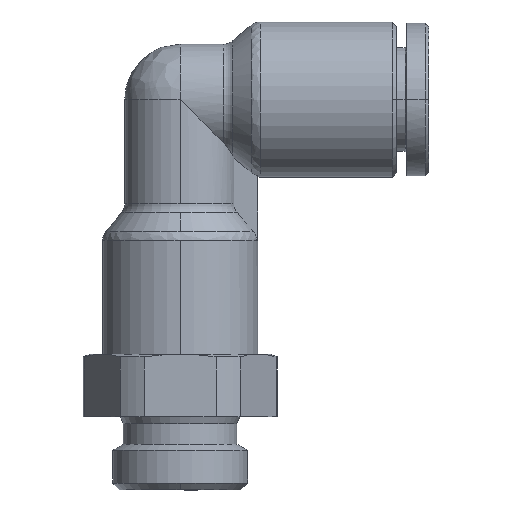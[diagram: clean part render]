
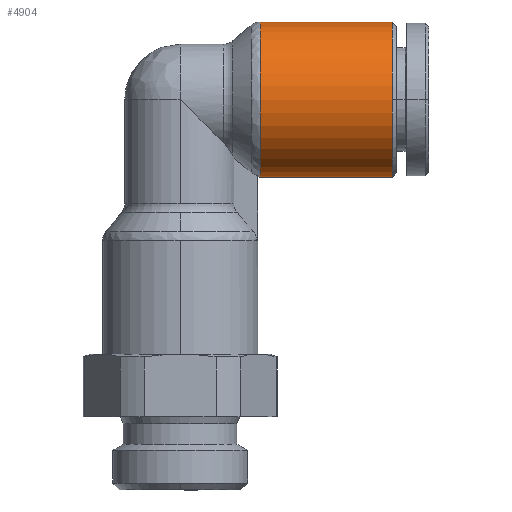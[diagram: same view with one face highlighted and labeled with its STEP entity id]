
A CAD part, front view. The second image highlights one B-rep face of the part: STEP entity #4904.
In plain terms, the highlighted cylindrical face has radius 5.6 mm (diameter 11.2 mm), a partial arc.
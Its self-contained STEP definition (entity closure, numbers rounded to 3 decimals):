
#162 = VECTOR ( 'NONE', #5892, 1000. ) ;
#208 = VECTOR ( 'NONE', #5219, 1000. ) ;
#522 = CARTESIAN_POINT ( 'NONE',  ( -20.018, -5.6, -0.216 ) ) ;
#572 = EDGE_CURVE ( 'NONE', #1241, #2962, #1343, .T. ) ;
#677 = CARTESIAN_POINT ( 'NONE',  ( -10.483, 0., 5.384 ) ) ;
#734 = CARTESIAN_POINT ( 'NONE',  ( -14.418, 0., 5.384 ) ) ;
#972 = CARTESIAN_POINT ( 'NONE',  ( -20.018, 0., 5.384 ) ) ;
#1072 = CIRCLE ( 'NONE', #7472, 5.6 ) ;
#1173 = ORIENTED_EDGE ( 'NONE', *, *, #5142, .T. ) ;
#1241 = VERTEX_POINT ( 'NONE', #972 ) ;
#1343 = LINE ( 'NONE', #734, #162 ) ;
#1375 = DIRECTION ( 'NONE',  ( 1., 0., 0. ) ) ;
#1597 = EDGE_CURVE ( 'NONE', #1241, #10836, #1072, .T. ) ;
#1726 = AXIS2_PLACEMENT_3D ( 'NONE', #5532, #5447, #8257 ) ;
#2177 = DIRECTION ( 'NONE',  ( 0., 0., -1. ) ) ;
#2195 = CARTESIAN_POINT ( 'NONE',  ( -14.418, 0., -0.216 ) ) ;
#2431 = DIRECTION ( 'NONE',  ( 0., 0., -1. ) ) ;
#2962 = VERTEX_POINT ( 'NONE', #677 ) ;
#3460 = FACE_OUTER_BOUND ( 'NONE', #10948, .T. ) ;
#3903 = EDGE_CURVE ( 'NONE', #9504, #2962, #7460, .T. ) ;
#4405 = ORIENTED_EDGE ( 'NONE', *, *, #3903, .T. ) ;
#4904 = ADVANCED_FACE ( 'NONE', ( #3460 ), #7844, .T. ) ;
#5047 = DIRECTION ( 'NONE',  ( 0., 0., -1. ) ) ;
#5142 = EDGE_CURVE ( 'NONE', #10836, #7780, #8944, .T. ) ;
#5219 = DIRECTION ( 'NONE',  ( 1., 0., 0. ) ) ;
#5447 = DIRECTION ( 'NONE',  ( 1., 0., 0. ) ) ;
#5532 = CARTESIAN_POINT ( 'NONE',  ( -20.018, 0., -0.216 ) ) ;
#5605 = EDGE_CURVE ( 'NONE', #7780, #9504, #8381, .T. ) ;
#5892 = DIRECTION ( 'NONE',  ( 1., 0., 0. ) ) ;
#6661 = AXIS2_PLACEMENT_3D ( 'NONE', #9260, #7436, #2177 ) ;
#7436 = DIRECTION ( 'NONE',  ( -1., 0., 0. ) ) ;
#7460 = CIRCLE ( 'NONE', #6661, 5.6 ) ;
#7472 = AXIS2_PLACEMENT_3D ( 'NONE', #10310, #9413, #2431 ) ;
#7780 = VERTEX_POINT ( 'NONE', #9716 ) ;
#7844 = CYLINDRICAL_SURFACE ( 'NONE', #11277, 5.6 ) ;
#8257 = DIRECTION ( 'NONE',  ( 0., 0., -1. ) ) ;
#8333 = ORIENTED_EDGE ( 'NONE', *, *, #572, .F. ) ;
#8381 = LINE ( 'NONE', #9569, #208 ) ;
#8561 = ORIENTED_EDGE ( 'NONE', *, *, #5605, .T. ) ;
#8944 = CIRCLE ( 'NONE', #1726, 5.6 ) ;
#9260 = CARTESIAN_POINT ( 'NONE',  ( -10.483, 0., -0.216 ) ) ;
#9342 = ORIENTED_EDGE ( 'NONE', *, *, #1597, .T. ) ;
#9413 = DIRECTION ( 'NONE',  ( 1., 0., 0. ) ) ;
#9504 = VERTEX_POINT ( 'NONE', #9950 ) ;
#9569 = CARTESIAN_POINT ( 'NONE',  ( -14.418, 0., -5.816 ) ) ;
#9716 = CARTESIAN_POINT ( 'NONE',  ( -20.018, 0., -5.816 ) ) ;
#9950 = CARTESIAN_POINT ( 'NONE',  ( -10.483, 0., -5.816 ) ) ;
#10310 = CARTESIAN_POINT ( 'NONE',  ( -20.018, 0., -0.216 ) ) ;
#10836 = VERTEX_POINT ( 'NONE', #522 ) ;
#10948 = EDGE_LOOP ( 'NONE', ( #8333, #9342, #1173, #8561, #4405 ) ) ;
#11277 = AXIS2_PLACEMENT_3D ( 'NONE', #2195, #1375, #5047 ) ;
